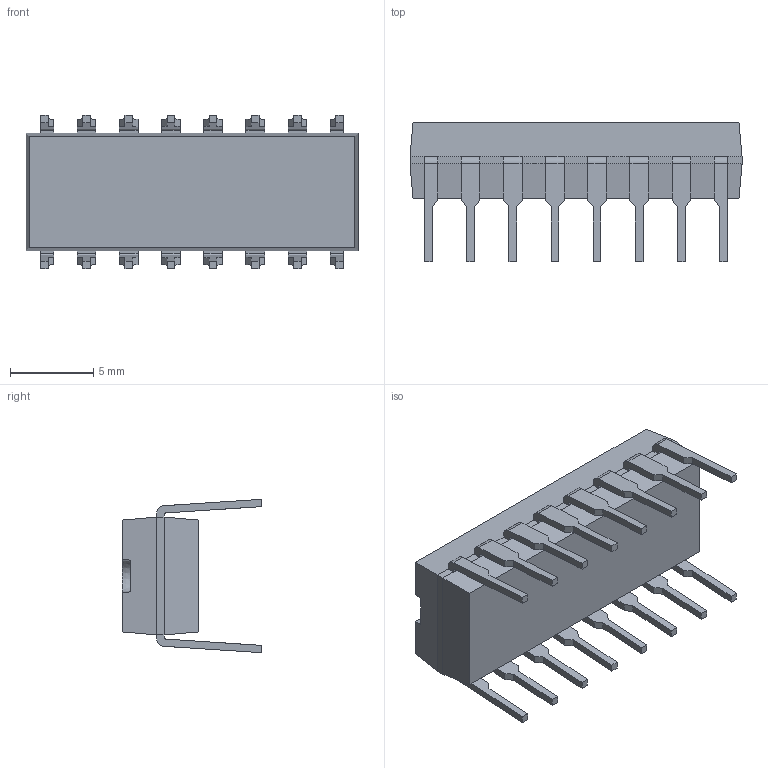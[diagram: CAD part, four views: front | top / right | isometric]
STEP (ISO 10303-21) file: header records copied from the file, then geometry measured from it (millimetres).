
FILE_DESCRIPTION (( 'STEP AP214' ), '1' );
FILE_NAME ('L293D.STEP', '2020-06-08T11:51:11', ( '' ), ( '' ), 'SwSTEP 2.0', 'SolidWorks 2017', '' );
FILE_SCHEMA (( 'AUTOMOTIVE_DESIGN' ));
Length unit declared in the file: millimetre
Products named in the file (1): L293D
Bounding box: 20 x 8.4 x 9.24 mm (x, y, z)
Volume: 663 mm3; surface area: 765.4 mm2
Topology: 17 solids, 17 shells, 234 faces, 592 edges, 392 vertices
Faces by surface type: plane 201, cylinder 32, cone 1
Entity records: 7116 total; most frequent: CARTESIAN_POINT 1219, ORIENTED_EDGE 1184, DIRECTION 1128, EDGE_CURVE 592, LINE 526, VECTOR 526, VERTEX_POINT 392, AXIS2_PLACEMENT_3D 301
